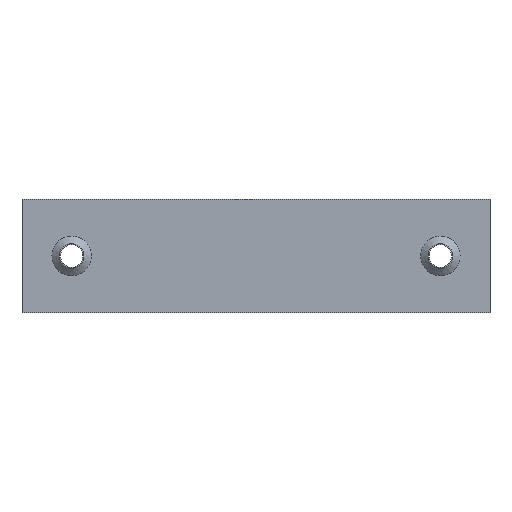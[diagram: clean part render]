
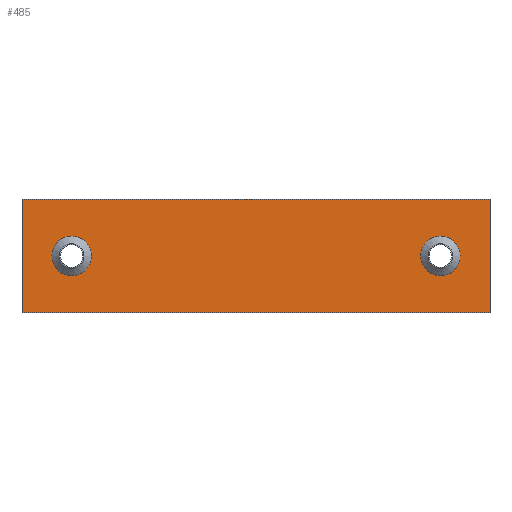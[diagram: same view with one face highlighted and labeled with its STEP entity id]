
A CAD part, top view. The second image highlights one B-rep face of the part: STEP entity #485.
In plain terms, the highlighted planar face has unit normal (0, 0, 1).
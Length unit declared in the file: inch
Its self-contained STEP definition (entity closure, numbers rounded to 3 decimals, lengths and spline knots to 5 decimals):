
#5 = CIRCLE ( 'NONE', #210, 0.26 ) ;
#20 = DIRECTION ( 'NONE',  ( 0., 0., -1. ) ) ;
#24 = CARTESIAN_POINT ( 'NONE',  ( 3.0935, -0.75, 0.188 ) ) ;
#32 = EDGE_CURVE ( 'NONE', #518, #208, #464, .T. ) ;
#41 = AXIS2_PLACEMENT_3D ( 'NONE', #404, #89, #253 ) ;
#53 = FACE_OUTER_BOUND ( 'NONE', #329, .T. ) ;
#89 = DIRECTION ( 'NONE',  ( 0., 0., 1. ) ) ;
#100 = ORIENTED_EDGE ( 'NONE', *, *, #152, .T. ) ;
#109 = VECTOR ( 'NONE', #292, 39.37008 ) ;
#111 = VECTOR ( 'NONE', #416, 39.37008 ) ;
#128 = ORIENTED_EDGE ( 'NONE', *, *, #32, .T. ) ;
#129 = CARTESIAN_POINT ( 'NONE',  ( -2.4375, 0., 0.188 ) ) ;
#130 = CARTESIAN_POINT ( 'NONE',  ( -3.0935, 0.75, 0.188 ) ) ;
#147 = ORIENTED_EDGE ( 'NONE', *, *, #382, .T. ) ;
#149 = DIRECTION ( 'NONE',  ( 0., -1., 0. ) ) ;
#152 = EDGE_CURVE ( 'NONE', #507, #507, #5, .T. ) ;
#202 = PLANE ( 'NONE',  #41 ) ;
#203 = FACE_BOUND ( 'NONE', #505, .T. ) ;
#208 = VERTEX_POINT ( 'NONE', #388 ) ;
#210 = AXIS2_PLACEMENT_3D ( 'NONE', #552, #644, #248 ) ;
#224 = EDGE_CURVE ( 'NONE', #230, #256, #300, .T. ) ;
#230 = VERTEX_POINT ( 'NONE', #491 ) ;
#248 = DIRECTION ( 'NONE',  ( -1., 0., 0. ) ) ;
#253 = DIRECTION ( 'NONE',  ( 1., 0., 0. ) ) ;
#256 = VERTEX_POINT ( 'NONE', #398 ) ;
#287 = ORIENTED_EDGE ( 'NONE', *, *, #354, .T. ) ;
#292 = DIRECTION ( 'NONE',  ( -1., 0., 0. ) ) ;
#300 = LINE ( 'NONE', #130, #109 ) ;
#303 = LINE ( 'NONE', #24, #582 ) ;
#309 = CARTESIAN_POINT ( 'NONE',  ( -3.0935, -0.75, 0.188 ) ) ;
#329 = EDGE_LOOP ( 'NONE', ( #287, #627, #641, #128 ) ) ;
#345 = AXIS2_PLACEMENT_3D ( 'NONE', #129, #20, #486 ) ;
#354 = EDGE_CURVE ( 'NONE', #208, #230, #303, .T. ) ;
#366 = EDGE_LOOP ( 'NONE', ( #147 ) ) ;
#382 = EDGE_CURVE ( 'NONE', #572, #572, #566, .T. ) ;
#388 = CARTESIAN_POINT ( 'NONE',  ( 3.0935, -0.75, 0.188 ) ) ;
#398 = CARTESIAN_POINT ( 'NONE',  ( -3.0935, 0.75, 0.188 ) ) ;
#404 = CARTESIAN_POINT ( 'NONE',  ( -3.0935, -0.75, 0.188 ) ) ;
#416 = DIRECTION ( 'NONE',  ( 1., 0., 0. ) ) ;
#419 = VECTOR ( 'NONE', #149, 39.37008 ) ;
#446 = CARTESIAN_POINT ( 'NONE',  ( 2.1775, 0., 0.188 ) ) ;
#452 = CARTESIAN_POINT ( 'NONE',  ( -3.0935, -0.75, 0.188 ) ) ;
#463 = EDGE_CURVE ( 'NONE', #256, #518, #592, .T. ) ;
#464 = LINE ( 'NONE', #576, #111 ) ;
#485 = ADVANCED_FACE ( 'NONE', ( #203, #53, #562 ), #202, .T. ) ;
#486 = DIRECTION ( 'NONE',  ( -1., 0., 0. ) ) ;
#491 = CARTESIAN_POINT ( 'NONE',  ( 3.0935, 0.75, 0.188 ) ) ;
#505 = EDGE_LOOP ( 'NONE', ( #100 ) ) ;
#507 = VERTEX_POINT ( 'NONE', #446 ) ;
#518 = VERTEX_POINT ( 'NONE', #452 ) ;
#534 = DIRECTION ( 'NONE',  ( 0., 1., 0. ) ) ;
#550 = CARTESIAN_POINT ( 'NONE',  ( -2.6975, 0., 0.188 ) ) ;
#552 = CARTESIAN_POINT ( 'NONE',  ( 2.4375, 0., 0.188 ) ) ;
#562 = FACE_BOUND ( 'NONE', #366, .T. ) ;
#566 = CIRCLE ( 'NONE', #345, 0.26 ) ;
#572 = VERTEX_POINT ( 'NONE', #550 ) ;
#576 = CARTESIAN_POINT ( 'NONE',  ( -3.0935, -0.75, 0.188 ) ) ;
#582 = VECTOR ( 'NONE', #534, 39.37008 ) ;
#592 = LINE ( 'NONE', #309, #419 ) ;
#627 = ORIENTED_EDGE ( 'NONE', *, *, #224, .T. ) ;
#641 = ORIENTED_EDGE ( 'NONE', *, *, #463, .T. ) ;
#644 = DIRECTION ( 'NONE',  ( 0., 0., -1. ) ) ;
